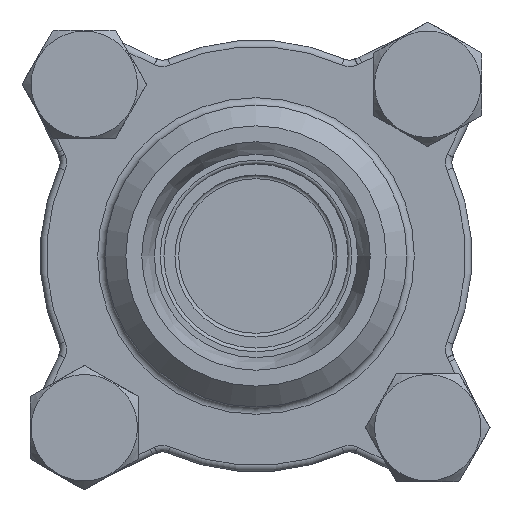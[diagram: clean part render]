
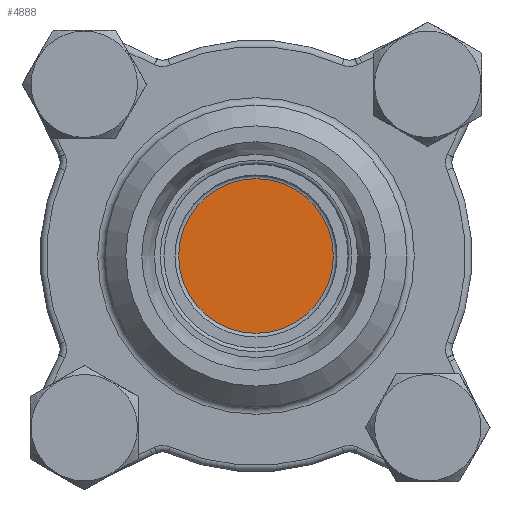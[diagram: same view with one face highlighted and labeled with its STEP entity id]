
A CAD part, left-side view. The second image highlights one B-rep face of the part: STEP entity #4888.
In plain terms, the highlighted planar face has unit normal (-1, 0, 0).
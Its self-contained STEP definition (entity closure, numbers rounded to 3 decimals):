
#1284=ORIENTED_EDGE('',*,*,#2632,.T.);
#2632=EDGE_CURVE('',#3316,#3316,#3705,.T.);
#3316=VERTEX_POINT('',#7815);
#3705=CIRCLE('',#5363,12.182);
#3943=EDGE_LOOP('',(#1284));
#4363=FACE_BOUND('',#3943,.T.);
#4704=PLANE('',#5362);
#4888=ADVANCED_FACE('',(#4363),#4704,.T.);
#5362=AXIS2_PLACEMENT_3D('',#7813,#6092,#6093);
#5363=AXIS2_PLACEMENT_3D('',#7814,#6094,#6095);
#6092=DIRECTION('',(-1.,0.,0.));
#6093=DIRECTION('',(0.,0.,1.));
#6094=DIRECTION('',(-1.,0.,0.));
#6095=DIRECTION('',(0.,0.,1.));
#7813=CARTESIAN_POINT('',(-12.065,0.,12.182));
#7814=CARTESIAN_POINT('',(-12.065,0.,0.));
#7815=CARTESIAN_POINT('',(-12.065,0.,12.182));
